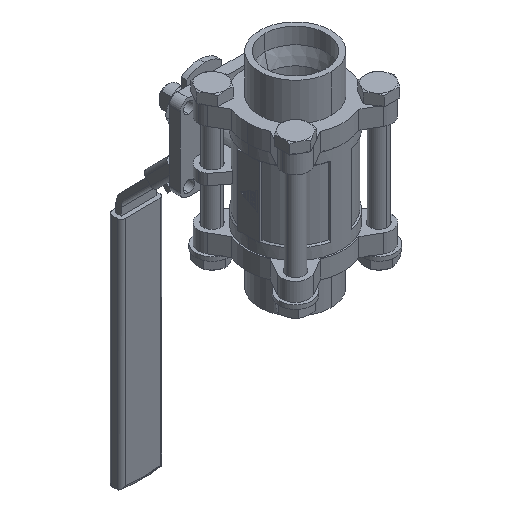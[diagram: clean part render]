
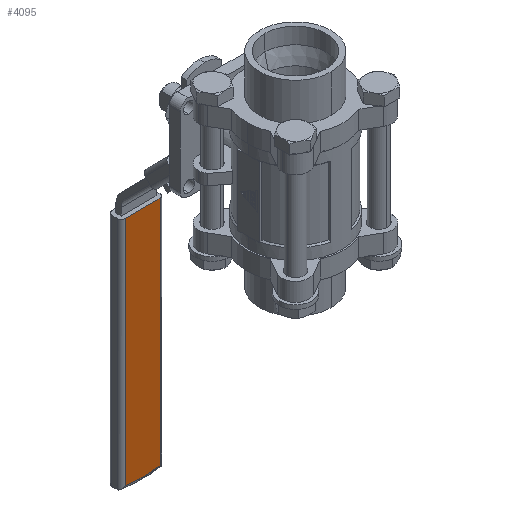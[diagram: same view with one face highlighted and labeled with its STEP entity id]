
A CAD part, isometric view. The second image highlights one B-rep face of the part: STEP entity #4095.
In plain terms, the highlighted planar face has unit normal (0, -1, 0).
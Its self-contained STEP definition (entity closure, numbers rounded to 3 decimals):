
#568 = ORIENTED_EDGE ( 'NONE', *, *, #22779, .T. ) ;
#576 = ORIENTED_EDGE ( 'NONE', *, *, #22791, .T. ) ;
#580 = ORIENTED_EDGE ( 'NONE', *, *, #22800, .T. ) ;
#663 = ORIENTED_EDGE ( 'NONE', *, *, #22829, .T. ) ;
#1534 = VERTEX_POINT ( 'NONE', #8190 ) ;
#1561 = VERTEX_POINT ( 'NONE', #8218 ) ;
#1568 = VERTEX_POINT ( 'NONE', #8225 ) ;
#1589 = VERTEX_POINT ( 'NONE', #8246 ) ;
#1692 = EDGE_LOOP ( 'NONE', ( #568, #576, #663, #580 ) ) ;
#3696 = AXIS2_PLACEMENT_3D ( 'NONE', #17302, #17303, #17304 ) ;
#4095 = ADVANCED_FACE ( 'NONE', ( #11504 ), #6581, .F. ) ;
#6576 = CARTESIAN_POINT ( 'NONE',  ( 6.5, 21., -39.699 ) ) ;
#6581 = PLANE ( 'NONE',  #7716 ) ;
#6584 = DIRECTION ( 'NONE',  ( 0., 1., 0. ) ) ;
#6585 = DIRECTION ( 'NONE',  ( 0., 0., 1. ) ) ;
#7716 = AXIS2_PLACEMENT_3D ( 'NONE', #6576, #6584, #6585 ) ;
#8190 = CARTESIAN_POINT ( 'NONE',  ( -6.5, 21., -41.199 ) ) ;
#8218 = CARTESIAN_POINT ( 'NONE',  ( 6.5, 21., -127.536 ) ) ;
#8225 = CARTESIAN_POINT ( 'NONE',  ( 6.5, 21., -41.199 ) ) ;
#8246 = CARTESIAN_POINT ( 'NONE',  ( -6.5, 21., -127.536 ) ) ;
#11504 = FACE_OUTER_BOUND ( 'NONE', #1692, .T. ) ;
#17302 = CARTESIAN_POINT ( 'NONE',  ( 0., 21., -85.971 ) ) ;
#17303 = DIRECTION ( 'NONE',  ( 0., -1., 0. ) ) ;
#17304 = DIRECTION ( 'NONE',  ( 0., 0., 1. ) ) ;
#18950 = LINE ( 'NONE', #20448, #18952 ) ;
#18952 = VECTOR ( 'NONE', #20447, 1000. ) ;
#18972 = LINE ( 'NONE', #20482, #18974 ) ;
#18974 = VECTOR ( 'NONE', #20476, 1000. ) ;
#18985 = LINE ( 'NONE', #20524, #18987 ) ;
#18987 = VECTOR ( 'NONE', #20512, 1000. ) ;
#19006 = CIRCLE ( 'NONE', #3696, 42.07 ) ;
#20447 = DIRECTION ( 'NONE',  ( -1., 0., 0. ) ) ;
#20448 = CARTESIAN_POINT ( 'NONE',  ( 8., 21., -41.199 ) ) ;
#20476 = DIRECTION ( 'NONE',  ( 0., 0., -1. ) ) ;
#20482 = CARTESIAN_POINT ( 'NONE',  ( -6.5, 21., -128.8 ) ) ;
#20512 = DIRECTION ( 'NONE',  ( 0., 0., 1. ) ) ;
#20524 = CARTESIAN_POINT ( 'NONE',  ( 6.5, 21., -41.199 ) ) ;
#22779 = EDGE_CURVE ( 'NONE', #1568, #1534, #18950, .T. ) ;
#22791 = EDGE_CURVE ( 'NONE', #1534, #1589, #18972, .T. ) ;
#22800 = EDGE_CURVE ( 'NONE', #1561, #1568, #18985, .T. ) ;
#22829 = EDGE_CURVE ( 'NONE', #1589, #1561, #19006, .T. ) ;
